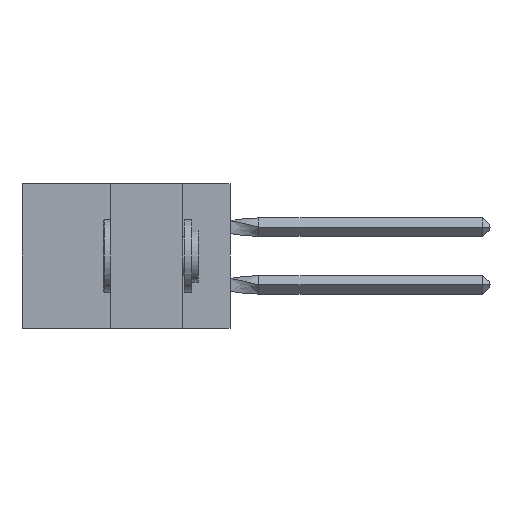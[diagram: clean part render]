
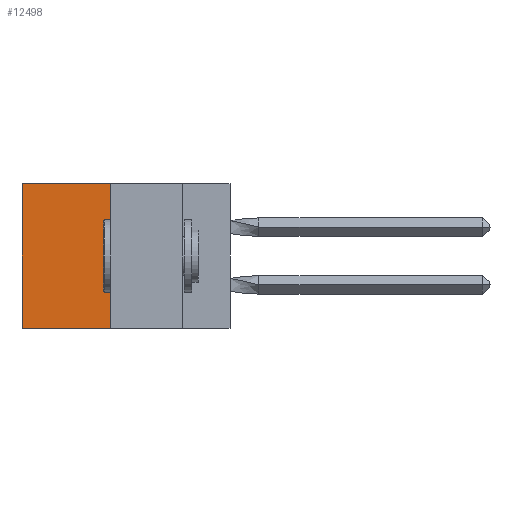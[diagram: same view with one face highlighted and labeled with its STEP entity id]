
A CAD part, left-side view. The second image highlights one B-rep face of the part: STEP entity #12498.
In plain terms, the highlighted planar face has unit normal (-1, 0, 0).
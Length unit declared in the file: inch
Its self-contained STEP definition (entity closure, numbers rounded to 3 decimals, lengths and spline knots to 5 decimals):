
#50 = CARTESIAN_POINT ( 'NONE',  ( 0.305, 0.72, -0.5 ) ) ;
#824 = VECTOR ( 'NONE', #5778, 39.37008 ) ;
#1178 = DIRECTION ( 'NONE',  ( 0., 0., -1. ) ) ;
#2786 = EDGE_LOOP ( 'NONE', ( #10042, #4778, #13164, #5237 ) ) ;
#2827 = DIRECTION ( 'NONE',  ( 0., 1., 0. ) ) ;
#3419 = CARTESIAN_POINT ( 'NONE',  ( 0.305, 0.72, 0. ) ) ;
#4260 = LINE ( 'NONE', #6944, #7832 ) ;
#4289 = CARTESIAN_POINT ( 'NONE',  ( 0.305, 0.413, -0.5 ) ) ;
#4778 = ORIENTED_EDGE ( 'NONE', *, *, #18254, .F. ) ;
#4863 = AXIS2_PLACEMENT_3D ( 'NONE', #9641, #5445, #1178 ) ;
#4879 = DIRECTION ( 'NONE',  ( 0., 1., 0. ) ) ;
#5036 = LINE ( 'NONE', #4289, #824 ) ;
#5111 = VERTEX_POINT ( 'NONE', #50 ) ;
#5237 = ORIENTED_EDGE ( 'NONE', *, *, #9971, .T. ) ;
#5380 = PLANE ( 'NONE',  #4863 ) ;
#5445 = DIRECTION ( 'NONE',  ( 1., 0., 0. ) ) ;
#5729 = VERTEX_POINT ( 'NONE', #11841 ) ;
#5778 = DIRECTION ( 'NONE',  ( 0., 0., -1. ) ) ;
#5964 = CARTESIAN_POINT ( 'NONE',  ( 0.305, 0.72, -0.5 ) ) ;
#5985 = VECTOR ( 'NONE', #14547, 39.37008 ) ;
#6437 = LINE ( 'NONE', #5964, #5985 ) ;
#6811 = VERTEX_POINT ( 'NONE', #18272 ) ;
#6944 = CARTESIAN_POINT ( 'NONE',  ( 0.305, 0.413, -0.5 ) ) ;
#7832 = VECTOR ( 'NONE', #2827, 39.37008 ) ;
#9641 = CARTESIAN_POINT ( 'NONE',  ( 0.305, 0.413, -0.5 ) ) ;
#9971 = EDGE_CURVE ( 'NONE', #6811, #10889, #16621, .T. ) ;
#10042 = ORIENTED_EDGE ( 'NONE', *, *, #11427, .T. ) ;
#10781 = CARTESIAN_POINT ( 'NONE',  ( 0.305, 0.413, 0. ) ) ;
#10889 = VERTEX_POINT ( 'NONE', #3419 ) ;
#11427 = EDGE_CURVE ( 'NONE', #10889, #5111, #6437, .T. ) ;
#11841 = CARTESIAN_POINT ( 'NONE',  ( 0.305, 0.413, -0.5 ) ) ;
#12498 = ADVANCED_FACE ( 'NONE', ( #14994 ), #5380, .F. ) ;
#12661 = VECTOR ( 'NONE', #4879, 39.37008 ) ;
#13164 = ORIENTED_EDGE ( 'NONE', *, *, #13274, .F. ) ;
#13274 = EDGE_CURVE ( 'NONE', #6811, #5729, #5036, .T. ) ;
#14547 = DIRECTION ( 'NONE',  ( 0., 0., -1. ) ) ;
#14994 = FACE_OUTER_BOUND ( 'NONE', #2786, .T. ) ;
#16621 = LINE ( 'NONE', #10781, #12661 ) ;
#18254 = EDGE_CURVE ( 'NONE', #5729, #5111, #4260, .T. ) ;
#18272 = CARTESIAN_POINT ( 'NONE',  ( 0.305, 0.413, 0. ) ) ;
